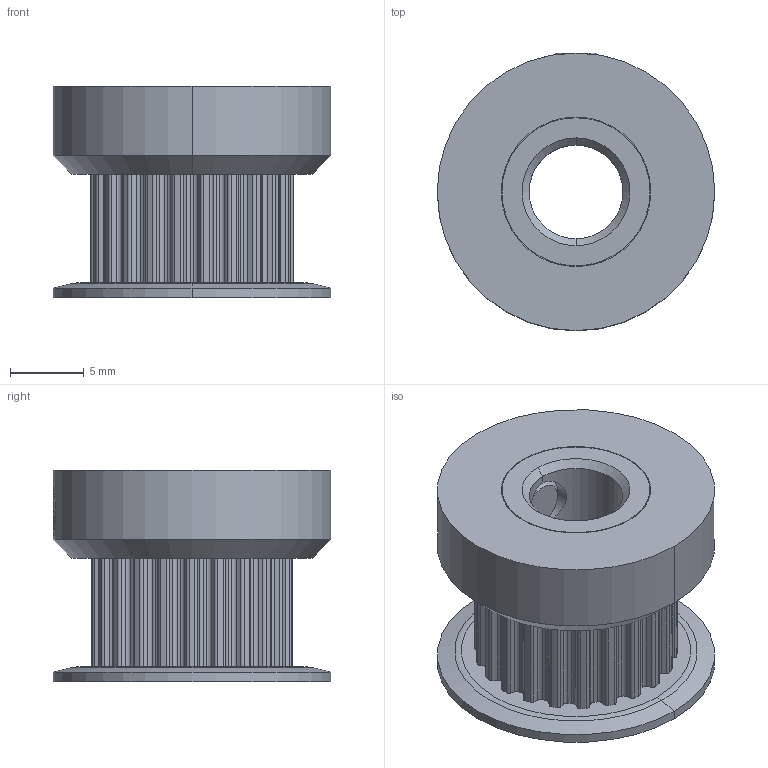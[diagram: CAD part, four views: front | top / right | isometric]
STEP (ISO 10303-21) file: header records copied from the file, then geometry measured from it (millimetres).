
FILE_DESCRIPTION((''),'2;1');
FILE_NAME('29096','2011-11-13T',('carefree'),(''),'PRO/ENGINEER BY PARAMETRIC TECHNOLOGY CORPORATION, 2005030','PRO/ENGINEER BY PARAMETRIC TECHNOLOGY CORPORATION, 2005030','');
FILE_SCHEMA(('CONFIG_CONTROL_DESIGN'));
Length unit declared in the file: inch
Products named in the file (1): 29096
Bounding box: 18.8 x 18.8 x 14.3 mm (x, y, z)
Volume: 2345.2 mm3; surface area: 1861.8 mm2
Topology: 1 solids, 1 shells, 224 faces, 636 edges, 420 vertices
Faces by surface type: cylinder 126, plane 82, cone 14, torus 2
Entity records: 7624 total; most frequent: CARTESIAN_POINT 1492, DIRECTION 1352, ORIENTED_EDGE 1272, EDGE_CURVE 636, AXIS2_PLACEMENT_3D 496, VERTEX_POINT 420, VECTOR 360, LINE 360
